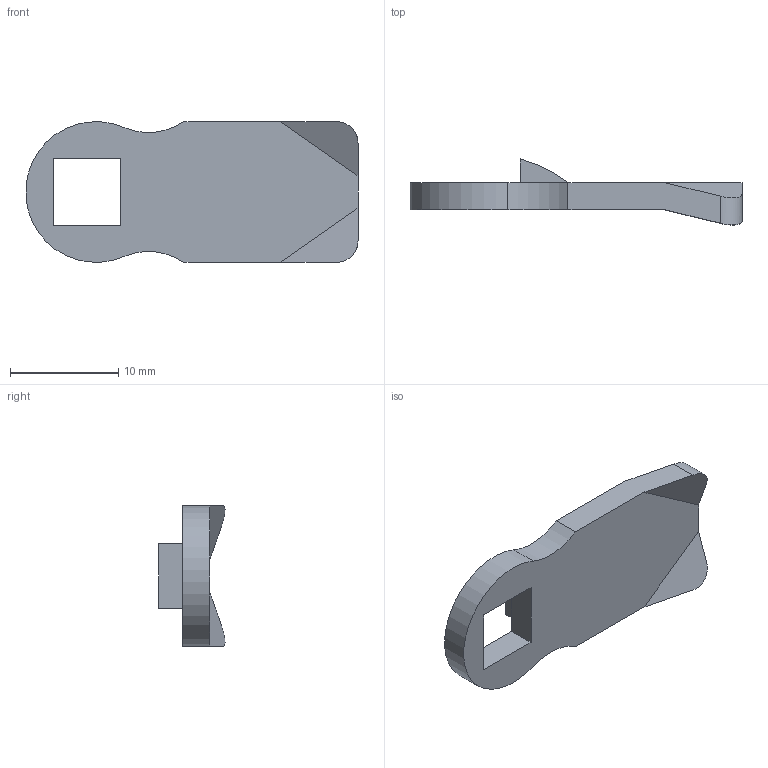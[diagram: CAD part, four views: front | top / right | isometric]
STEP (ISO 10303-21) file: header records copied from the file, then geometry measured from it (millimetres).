
FILE_DESCRIPTION( ( 'STEP AP214' ), '1' );
FILE_NAME( 'K0519.125X135.stp', '2020-12-08T10:38:42', ( '' ), ( '' ), ' ', 'PARTsolutions', ' ' );
FILE_SCHEMA( ( 'AUTOMOTIVE_DESIGN { 1 0 10303 214 1 1 1 1 }' ) );
Length unit declared in the file: millimetre
Products named in the file (1): _K0519.125X135
Bounding box: 30.68 x 6.1 x 13 mm (x, y, z)
Volume: 862.9 mm3; surface area: 960.7 mm2
Topology: 1 solids, 1 shells, 22 faces, 57 edges, 38 vertices
Faces by surface type: plane 16, cylinder 6
Entity records: 869 total; most frequent: CARTESIAN_POINT 118, DIRECTION 115, ORIENTED_EDGE 114, EDGE_CURVE 57, LINE 45, VECTOR 45, VERTEX_POINT 38, AXIS2_PLACEMENT_3D 35
